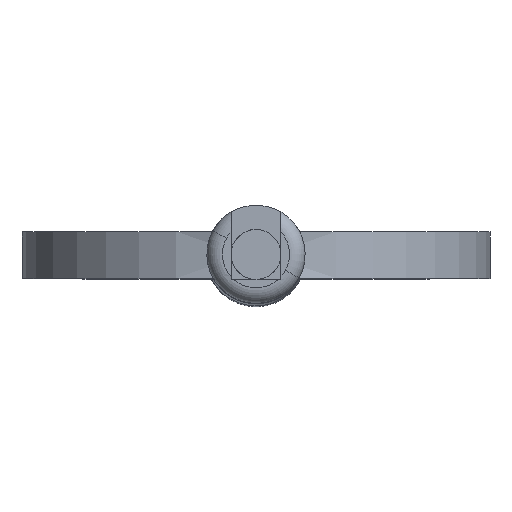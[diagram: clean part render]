
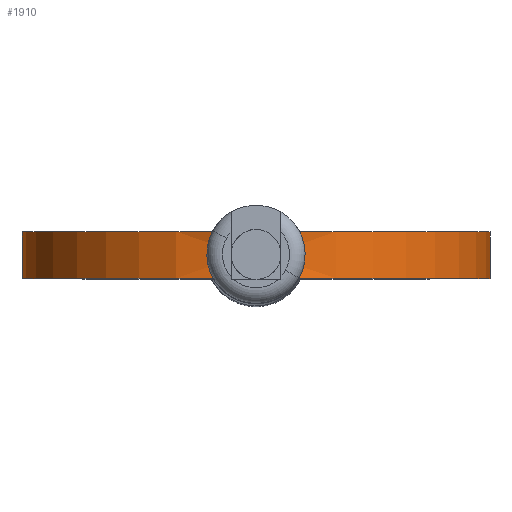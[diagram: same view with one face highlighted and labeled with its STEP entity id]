
A CAD part, top view. The second image highlights one B-rep face of the part: STEP entity #1910.
In plain terms, the highlighted cylindrical face has radius 7.5 mm (diameter 15 mm), a partial arc.
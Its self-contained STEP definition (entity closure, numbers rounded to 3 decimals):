
#1870=AXIS2_PLACEMENT_3D('Cylinder Axis2P3D',#1867,#1868,#1869) ;
#1883=AXIS2_PLACEMENT_3D('Circle Axis2P3D',#1881,#1882,$) ;
#1897=AXIS2_PLACEMENT_3D('Circle Axis2P3D',#1895,#1896,$) ;
#1821=CARTESIAN_POINT('Vertex',(7.017,2.986,45.984)) ;
#1828=CARTESIAN_POINT('Vertex',(7.983,2.458,45.984)) ;
#1832=CARTESIAN_POINT('Control Point',(7.017,2.986,45.984)) ;
#1833=CARTESIAN_POINT('Control Point',(7.085,3.109,45.989)) ;
#1834=CARTESIAN_POINT('Control Point',(7.191,3.21,45.995)) ;
#1835=CARTESIAN_POINT('Control Point',(7.328,3.274,46.)) ;
#1836=CARTESIAN_POINT('Control Point',(7.689,3.311,46.003)) ;
#1837=CARTESIAN_POINT('Control Point',(7.994,3.083,45.987)) ;
#1838=CARTESIAN_POINT('Control Point',(8.095,2.864,45.976)) ;
#1839=CARTESIAN_POINT('Control Point',(8.081,2.638,45.978)) ;
#1840=CARTESIAN_POINT('Control Point',(7.983,2.458,45.984)) ;
#1850=CARTESIAN_POINT('Control Point',(7.983,2.458,45.984)) ;
#1851=CARTESIAN_POINT('Control Point',(7.915,2.335,45.989)) ;
#1852=CARTESIAN_POINT('Control Point',(7.809,2.234,45.995)) ;
#1853=CARTESIAN_POINT('Control Point',(7.672,2.17,46.)) ;
#1854=CARTESIAN_POINT('Control Point',(7.311,2.133,46.003)) ;
#1855=CARTESIAN_POINT('Control Point',(7.006,2.361,45.987)) ;
#1856=CARTESIAN_POINT('Control Point',(6.905,2.58,45.976)) ;
#1857=CARTESIAN_POINT('Control Point',(6.919,2.806,45.978)) ;
#1858=CARTESIAN_POINT('Control Point',(7.017,2.986,45.984)) ;
#1867=CARTESIAN_POINT('Axis2P3D Location',(7.5,2.722,38.5)) ;
#1872=CARTESIAN_POINT('Line Origine',(15.,2.722,38.5)) ;
#1876=CARTESIAN_POINT('Vertex',(15.,3.472,38.5)) ;
#1878=CARTESIAN_POINT('Vertex',(15.,1.972,38.5)) ;
#1881=CARTESIAN_POINT('Axis2P3D Location',(7.5,3.472,38.5)) ;
#1885=CARTESIAN_POINT('Vertex',(0.,3.472,38.5)) ;
#1888=CARTESIAN_POINT('Line Origine',(0.,2.722,38.5)) ;
#1892=CARTESIAN_POINT('Vertex',(0.,1.972,38.5)) ;
#1895=CARTESIAN_POINT('Axis2P3D Location',(7.5,1.972,38.5)) ;
#1868=DIRECTION('Axis2P3D Direction',(-0.,-1.,0.)) ;
#1869=DIRECTION('Axis2P3D XDirection',(1.,-0.,0.)) ;
#1873=DIRECTION('Vector Direction',(0.,-1.,0.)) ;
#1882=DIRECTION('Axis2P3D Direction',(-0.,-1.,0.)) ;
#1889=DIRECTION('Vector Direction',(0.,-1.,0.)) ;
#1896=DIRECTION('Axis2P3D Direction',(-0.,-1.,0.)) ;
#1874=VECTOR('Line Direction',#1873,1.) ;
#1890=VECTOR('Line Direction',#1889,1.) ;
#1901=ORIENTED_EDGE('',*,*,#1880,.F.) ;
#1902=ORIENTED_EDGE('',*,*,#1887,.T.) ;
#1903=ORIENTED_EDGE('',*,*,#1894,.T.) ;
#1904=ORIENTED_EDGE('',*,*,#1899,.F.) ;
#1907=ORIENTED_EDGE('',*,*,#1841,.T.) ;
#1908=ORIENTED_EDGE('',*,*,#1859,.T.) ;
#1909=FACE_BOUND('',#1906,.T.) ;
#1910=ADVANCED_FACE('PartBody',(#1905,#1909),#1871,.T.) ;
#1831=B_SPLINE_CURVE_WITH_KNOTS('',5,(#1832,#1833,#1834,#1835,#1836,#1837,#1838,#1839,#1840),.UNSPECIFIED.,.F.,.U.,(6,3,6),(0.,0.993,2.444),.UNSPECIFIED.) ;
#1849=B_SPLINE_CURVE_WITH_KNOTS('',5,(#1850,#1851,#1852,#1853,#1854,#1855,#1856,#1857,#1858),.UNSPECIFIED.,.F.,.U.,(6,3,6),(0.,0.993,2.444),.UNSPECIFIED.) ;
#1884=CIRCLE('generated circle',#1883,7.5) ;
#1898=CIRCLE('generated circle',#1897,7.5) ;
#1871=CYLINDRICAL_SURFACE('generated cylinder',#1870,7.5) ;
#1841=EDGE_CURVE('',#1822,#1829,#1831,.T.) ;
#1859=EDGE_CURVE('',#1829,#1822,#1849,.T.) ;
#1880=EDGE_CURVE('',#1877,#1879,#1875,.T.) ;
#1887=EDGE_CURVE('',#1877,#1886,#1884,.T.) ;
#1894=EDGE_CURVE('',#1886,#1893,#1891,.T.) ;
#1899=EDGE_CURVE('',#1879,#1893,#1898,.T.) ;
#1900=EDGE_LOOP('',(#1901,#1902,#1903,#1904)) ;
#1906=EDGE_LOOP('',(#1907,#1908)) ;
#1905=FACE_OUTER_BOUND('',#1900,.T.) ;
#1875=LINE('Line',#1872,#1874) ;
#1891=LINE('Line',#1888,#1890) ;
#1822=VERTEX_POINT('',#1821) ;
#1829=VERTEX_POINT('',#1828) ;
#1877=VERTEX_POINT('',#1876) ;
#1879=VERTEX_POINT('',#1878) ;
#1886=VERTEX_POINT('',#1885) ;
#1893=VERTEX_POINT('',#1892) ;
